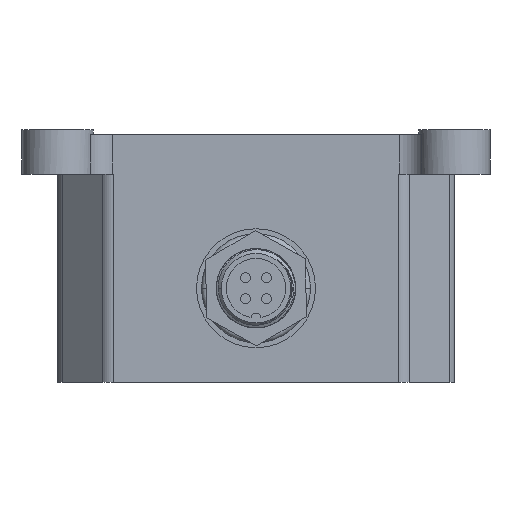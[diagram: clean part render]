
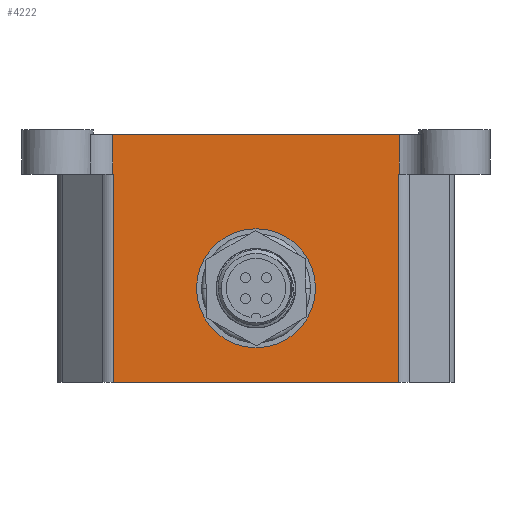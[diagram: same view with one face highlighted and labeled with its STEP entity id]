
A CAD part, front view. The second image highlights one B-rep face of the part: STEP entity #4222.
In plain terms, the highlighted planar face has unit normal (0, -1, 0).
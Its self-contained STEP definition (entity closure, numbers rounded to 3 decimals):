
#345 = DIRECTION ( 'NONE',  ( 0., 0., -1. ) ) ;
#546 = CARTESIAN_POINT ( 'NONE',  ( 9.218, -20.431, 14. ) ) ;
#880 = ORIENTED_EDGE ( 'NONE', *, *, #5461, .T. ) ;
#1060 = CARTESIAN_POINT ( 'NONE',  ( -25.782, -20.431, 35. ) ) ;
#1301 = CARTESIAN_POINT ( 'NONE',  ( -20.16, -20.431, 35. ) ) ;
#1303 = CARTESIAN_POINT ( 'NONE',  ( -20.218, -20.431, 39. ) ) ;
#1373 = DIRECTION ( 'NONE',  ( 0., -1., 0. ) ) ;
#1387 = EDGE_CURVE ( 'NONE', #10080, #2090, #11100, .T. ) ;
#1394 = VECTOR ( 'NONE', #7670, 1000. ) ;
#1487 = DIRECTION ( 'NONE',  ( 0., 0., 1. ) ) ;
#1786 = ORIENTED_EDGE ( 'NONE', *, *, #10640, .F. ) ;
#1965 = CARTESIAN_POINT ( 'NONE',  ( 8.654, -20.431, 39. ) ) ;
#1985 = VERTEX_POINT ( 'NONE', #1303 ) ;
#2037 = EDGE_CURVE ( 'NONE', #1985, #2760, #2807, .T. ) ;
#2080 = ORIENTED_EDGE ( 'NONE', *, *, #10321, .T. ) ;
#2090 = VERTEX_POINT ( 'NONE', #7722 ) ;
#2183 = CARTESIAN_POINT ( 'NONE',  ( 8.597, -20.431, 35. ) ) ;
#2723 = CARTESIAN_POINT ( 'NONE',  ( -5.782, -20.431, 23.5 ) ) ;
#2760 = VERTEX_POINT ( 'NONE', #13158 ) ;
#2807 = LINE ( 'NONE', #7675, #3445 ) ;
#2843 = CARTESIAN_POINT ( 'NONE',  ( 8.597, -20.431, 14. ) ) ;
#2875 = ORIENTED_EDGE ( 'NONE', *, *, #3062, .F. ) ;
#3062 = EDGE_CURVE ( 'NONE', #3065, #3922, #4727, .T. ) ;
#3065 = VERTEX_POINT ( 'NONE', #3791 ) ;
#3313 = DIRECTION ( 'NONE',  ( 0., -1., 0. ) ) ;
#3403 = CARTESIAN_POINT ( 'NONE',  ( 9.218, -20.431, 13.5 ) ) ;
#3420 = ORIENTED_EDGE ( 'NONE', *, *, #1387, .T. ) ;
#3445 = VECTOR ( 'NONE', #6606, 1000. ) ;
#3791 = CARTESIAN_POINT ( 'NONE',  ( -5.782, -20.431, 17.5 ) ) ;
#3794 = AXIS2_PLACEMENT_3D ( 'NONE', #3403, #3313, #10496 ) ;
#3876 = DIRECTION ( 'NONE',  ( 0., 0., 1. ) ) ;
#3921 = AXIS2_PLACEMENT_3D ( 'NONE', #2723, #9689, #8682 ) ;
#3922 = VERTEX_POINT ( 'NONE', #11932 ) ;
#4106 = AXIS2_PLACEMENT_3D ( 'NONE', #6507, #1373, #4466 ) ;
#4222 = ADVANCED_FACE ( 'NONE', ( #10876, #8186 ), #6377, .T. ) ;
#4339 = VERTEX_POINT ( 'NONE', #11645 ) ;
#4408 = CARTESIAN_POINT ( 'NONE',  ( 9.218, -20.431, 39. ) ) ;
#4466 = DIRECTION ( 'NONE',  ( 0., 0., -1. ) ) ;
#4607 = CARTESIAN_POINT ( 'NONE',  ( 8.597, -20.431, 13.5 ) ) ;
#4727 = CIRCLE ( 'NONE', #3921, 6. ) ;
#4821 = LINE ( 'NONE', #1060, #9727 ) ;
#5461 = EDGE_CURVE ( 'NONE', #7461, #4339, #9532, .T. ) ;
#5809 = CARTESIAN_POINT ( 'NONE',  ( 14.218, -20.431, 35. ) ) ;
#5892 = EDGE_CURVE ( 'NONE', #2090, #9291, #9982, .T. ) ;
#5917 = ORIENTED_EDGE ( 'NONE', *, *, #7341, .T. ) ;
#6377 = PLANE ( 'NONE',  #3794 ) ;
#6507 = CARTESIAN_POINT ( 'NONE',  ( -5.782, -20.431, 23.5 ) ) ;
#6606 = DIRECTION ( 'NONE',  ( 0., 0., -1. ) ) ;
#6682 = EDGE_CURVE ( 'NONE', #4339, #10492, #12613, .T. ) ;
#7341 = EDGE_CURVE ( 'NONE', #2760, #10080, #4821, .T. ) ;
#7461 = VERTEX_POINT ( 'NONE', #2183 ) ;
#7670 = DIRECTION ( 'NONE',  ( 1., 0., 0. ) ) ;
#7675 = CARTESIAN_POINT ( 'NONE',  ( -20.218, -20.431, 13.5 ) ) ;
#7722 = CARTESIAN_POINT ( 'NONE',  ( -20.16, -20.431, 14. ) ) ;
#7953 = VECTOR ( 'NONE', #9973, 1000. ) ;
#8169 = DIRECTION ( 'NONE',  ( 1., 0., 0. ) ) ;
#8186 = FACE_OUTER_BOUND ( 'NONE', #11465, .T. ) ;
#8406 = VECTOR ( 'NONE', #345, 1000. ) ;
#8452 = ORIENTED_EDGE ( 'NONE', *, *, #8550, .T. ) ;
#8550 = EDGE_CURVE ( 'NONE', #10492, #1985, #12051, .T. ) ;
#8572 = EDGE_LOOP ( 'NONE', ( #2875, #1786 ) ) ;
#8682 = DIRECTION ( 'NONE',  ( 0., 0., -1. ) ) ;
#9291 = VERTEX_POINT ( 'NONE', #2843 ) ;
#9347 = VECTOR ( 'NONE', #11356, 1000. ) ;
#9532 = LINE ( 'NONE', #5809, #7953 ) ;
#9628 = CARTESIAN_POINT ( 'NONE',  ( -20.16, -20.431, 13.5 ) ) ;
#9689 = DIRECTION ( 'NONE',  ( 0., -1., 0. ) ) ;
#9727 = VECTOR ( 'NONE', #8169, 1000. ) ;
#9794 = ORIENTED_EDGE ( 'NONE', *, *, #5892, .T. ) ;
#9973 = DIRECTION ( 'NONE',  ( 1., 0., 0. ) ) ;
#9982 = LINE ( 'NONE', #546, #1394 ) ;
#10080 = VERTEX_POINT ( 'NONE', #1301 ) ;
#10321 = EDGE_CURVE ( 'NONE', #9291, #7461, #10720, .T. ) ;
#10492 = VERTEX_POINT ( 'NONE', #1965 ) ;
#10496 = DIRECTION ( 'NONE',  ( 0., 0., -1. ) ) ;
#10640 = EDGE_CURVE ( 'NONE', #3922, #3065, #11327, .T. ) ;
#10720 = LINE ( 'NONE', #4607, #12461 ) ;
#10876 = FACE_BOUND ( 'NONE', #8572, .T. ) ;
#11100 = LINE ( 'NONE', #9628, #8406 ) ;
#11327 = CIRCLE ( 'NONE', #4106, 6. ) ;
#11356 = DIRECTION ( 'NONE',  ( -1., 0., 0. ) ) ;
#11465 = EDGE_LOOP ( 'NONE', ( #13020, #5917, #3420, #9794, #2080, #880, #12389, #8452 ) ) ;
#11645 = CARTESIAN_POINT ( 'NONE',  ( 8.654, -20.431, 35. ) ) ;
#11662 = VECTOR ( 'NONE', #3876, 1000. ) ;
#11932 = CARTESIAN_POINT ( 'NONE',  ( -5.782, -20.431, 29.5 ) ) ;
#11959 = CARTESIAN_POINT ( 'NONE',  ( 8.654, -20.431, 39. ) ) ;
#12051 = LINE ( 'NONE', #4408, #9347 ) ;
#12389 = ORIENTED_EDGE ( 'NONE', *, *, #6682, .T. ) ;
#12461 = VECTOR ( 'NONE', #1487, 1000. ) ;
#12613 = LINE ( 'NONE', #11959, #11662 ) ;
#13020 = ORIENTED_EDGE ( 'NONE', *, *, #2037, .T. ) ;
#13158 = CARTESIAN_POINT ( 'NONE',  ( -20.218, -20.431, 35. ) ) ;
